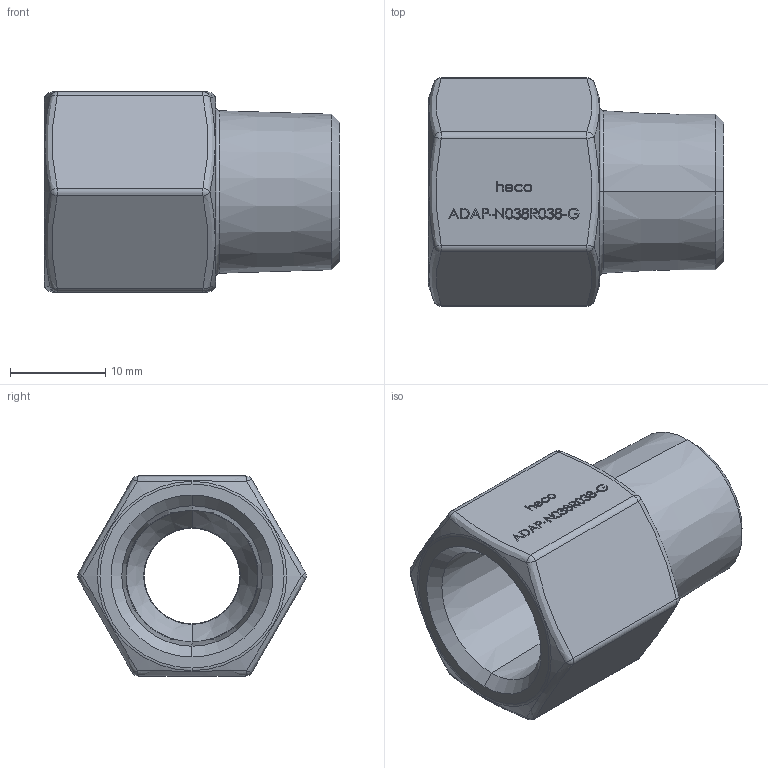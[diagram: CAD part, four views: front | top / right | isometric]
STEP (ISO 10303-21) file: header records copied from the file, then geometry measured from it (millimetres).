
FILE_DESCRIPTION (( 'STEP AP214' ), '1' );
FILE_NAME ('ADAP-N038R038-G Adapter.STEP', '2018-06-27T13:21:26', ( '' ), ( '' ), 'SwSTEP 2.0', 'SolidWorks 2016', '' );
FILE_SCHEMA (( 'AUTOMOTIVE_DESIGN' ));
Length unit declared in the file: millimetre
Products named in the file (1): ADAP-N038R038-G Adapter
Bounding box: 31 x 24 x 21 mm (x, y, z)
Volume: 5885.3 mm3; surface area: 3534.7 mm2
Topology: 1 solids, 1 shells, 329 faces, 834 edges, 536 vertices
Faces by surface type: bspline 154, plane 129, cone 14, torus 12, sphere 12, cylinder 8
Entity records: 20893 total; most frequent: CARTESIAN_POINT 11270, ORIENTED_EDGE 1652, DIRECTION 946, EDGE_CURVE 826, VERTEX_POINT 532, VECTOR 434, LINE 434, EDGE_LOOP 364
